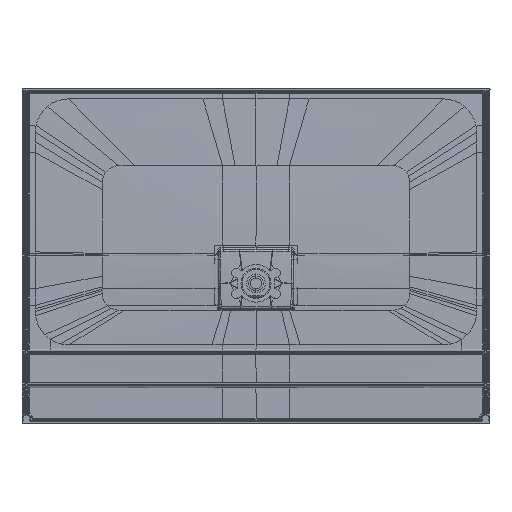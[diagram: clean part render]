
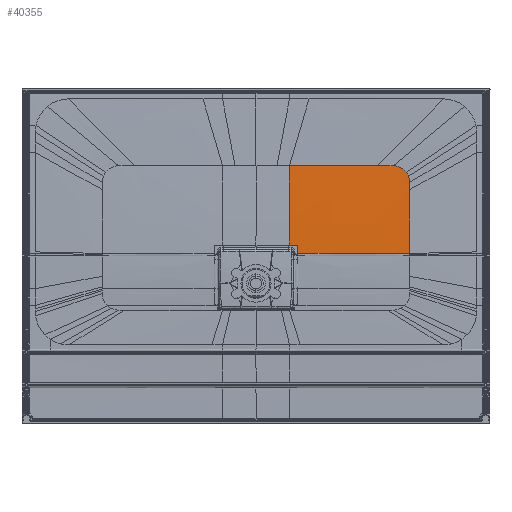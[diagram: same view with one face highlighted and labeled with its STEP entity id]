
A CAD part, front view. The second image highlights one B-rep face of the part: STEP entity #40355.
In plain terms, the highlighted free-form (B-spline) face has degree [3, 3] with [4, 4] control points.
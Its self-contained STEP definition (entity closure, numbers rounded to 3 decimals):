
#11816=CARTESIAN_POINT('',(97.993,7199.92,112.111));
#11817=DIRECTION('',(-1.,0.,0.));
#11818=DIRECTION('',(0.,-1.,0.008));
#11819=AXIS2_PLACEMENT_3D('',#11816,#11817,#11818);
#11821=CARTESIAN_POINT('',(100.081,-22.02,
407.5));
#11822=CARTESIAN_POINT('',(185.468,-22.02,
407.5));
#11823=CARTESIAN_POINT('',(273.811,-21.587,
407.5));
#11824=CARTESIAN_POINT('',(364.083,-20.81,
407.5));
#11826=CARTESIAN_POINT('',(364.083,-20.81,
407.5));
#11827=CARTESIAN_POINT('',(369.232,-20.766,
407.497));
#11828=CARTESIAN_POINT('',(379.498,-20.675,
407.493));
#11829=CARTESIAN_POINT('',(394.803,-20.534,
407.508));
#11830=CARTESIAN_POINT('',(404.945,-20.437,
407.504));
#11831=CARTESIAN_POINT('',(410.,-20.388,
407.499));
#11833=CARTESIAN_POINT('',(410.,-20.388,
407.499));
#11834=CARTESIAN_POINT('',(411.025,-20.378,
407.499));
#11835=CARTESIAN_POINT('',(413.071,-20.36,
407.434));
#11836=CARTESIAN_POINT('',(416.131,-20.337,
407.152));
#11837=CARTESIAN_POINT('',(419.167,-20.32,
406.682));
#11838=CARTESIAN_POINT('',(422.169,-20.307,
406.027));
#11839=CARTESIAN_POINT('',(425.121,-20.299,
405.19));
#11840=CARTESIAN_POINT('',(428.016,-20.295,
404.174));
#11841=CARTESIAN_POINT('',(430.844,-20.296,
402.982));
#11842=CARTESIAN_POINT('',(433.593,-20.302,
401.619));
#11843=CARTESIAN_POINT('',(436.254,-20.311,
400.09));
#11844=CARTESIAN_POINT('',(438.815,-20.325,
398.401));
#11845=CARTESIAN_POINT('',(441.269,-20.342,
396.557));
#11846=CARTESIAN_POINT('',(443.602,-20.363,
394.569));
#11847=CARTESIAN_POINT('',(445.81,-20.388,
392.441));
#11848=CARTESIAN_POINT('',(447.885,-20.417,
390.181));
#11849=CARTESIAN_POINT('',(449.171,-20.438,
388.592));
#11850=CARTESIAN_POINT('',(449.79,-20.449,
387.777));
#11852=CARTESIAN_POINT('',(449.79,-20.449,
387.777));
#11853=CARTESIAN_POINT('',(450.334,-20.459,
387.061));
#11854=CARTESIAN_POINT('',(451.382,-20.479,
385.604));
#11855=CARTESIAN_POINT('',(452.836,-20.512,
383.334));
#11856=CARTESIAN_POINT('',(454.165,-20.547,
380.99));
#11857=CARTESIAN_POINT('',(455.366,-20.585,
378.577));
#11858=CARTESIAN_POINT('',(456.079,-20.611,
376.929));
#11859=CARTESIAN_POINT('',(456.413,-20.625,
376.094));
#11861=CARTESIAN_POINT('',(456.413,-20.625,
376.094));
#11862=CARTESIAN_POINT('',(456.75,-20.639,
375.251));
#11863=CARTESIAN_POINT('',(457.378,-20.667,
373.55));
#11864=CARTESIAN_POINT('',(458.18,-20.711,
370.949));
#11865=CARTESIAN_POINT('',(458.84,-20.758,
368.308));
#11866=CARTESIAN_POINT('',(459.356,-20.806,
365.634));
#11867=CARTESIAN_POINT('',(459.726,-20.857,
362.937));
#11868=CARTESIAN_POINT('',(459.949,-20.909,
360.222));
#11869=CARTESIAN_POINT('',(459.999,-20.944,
358.408));
#11870=CARTESIAN_POINT('',(460.,-20.963,
357.5));
#11872=DIRECTION('',(0.,-0.019,-1.));
#11873=VECTOR('',#11872,21.445);
#11874=CARTESIAN_POINT('',(460.,-20.963,
357.5));
#11875=LINE('',#11874,#11873);
#11876=CARTESIAN_POINT('',(460.,-21.38,
336.059));
#11877=CARTESIAN_POINT('',(460.,-22.582,
271.933));
#11878=CARTESIAN_POINT('',(459.992,-23.362,
208.247));
#11879=CARTESIAN_POINT('',(459.999,-23.737,
145.169));
#11881=CARTESIAN_POINT('',(125.111,-27.962,
145.151));
#11882=CARTESIAN_POINT('',(236.752,-27.777,
145.154));
#11883=CARTESIAN_POINT('',(348.391,-26.357,
145.181));
#11884=CARTESIAN_POINT('',(459.999,-23.737,
145.169));
#12362=CARTESIAN_POINT('',(100.067,-27.825,
170.2));
#12363=CARTESIAN_POINT('',(108.415,-27.825,
170.2));
#12364=CARTESIAN_POINT('',(116.762,-27.817,
170.198));
#12365=CARTESIAN_POINT('',(125.11,-27.803,
170.198));
#12367=CARTESIAN_POINT('',(125.11,-27.803,
170.198));
#12368=CARTESIAN_POINT('',(125.11,-27.871,
161.849));
#12369=CARTESIAN_POINT('',(125.111,-27.923,
153.5));
#12370=CARTESIAN_POINT('',(125.111,-27.962,
145.151));
#17588=CARTESIAN_POINT('',(100.081,-22.02,
407.5));
#17589=VERTEX_POINT('',#17588);
#17591=CARTESIAN_POINT('',(100.067,-27.825,
170.2));
#17593=VERTEX_POINT('',#17591);
#17597=CARTESIAN_POINT('',(364.083,-20.81,
407.5));
#17598=VERTEX_POINT('',#17597);
#17600=CARTESIAN_POINT('',(410.,-20.388,
407.499));
#17601=VERTEX_POINT('',#17600);
#17603=CARTESIAN_POINT('',(449.79,-20.449,
387.777));
#17604=VERTEX_POINT('',#17603);
#17606=CARTESIAN_POINT('',(456.413,-20.625,
376.094));
#17607=VERTEX_POINT('',#17606);
#17629=CARTESIAN_POINT('',(459.999,-23.737,
145.169));
#17630=VERTEX_POINT('',#17629);
#17633=CARTESIAN_POINT('',(460.,-21.38,
336.059));
#17634=VERTEX_POINT('',#17633);
#17635=CARTESIAN_POINT('',(460.,-20.963,
357.5));
#17636=VERTEX_POINT('',#17635);
#17637=VERTEX_POINT('',#11881);
#17638=VERTEX_POINT('',#12367);
#40322=CARTESIAN_POINT('',(463.532,-19.773,
410.052));
#40323=CARTESIAN_POINT('',(463.656,-21.855,
320.905));
#40324=CARTESIAN_POINT('',(463.727,-23.152,
231.726));
#40325=CARTESIAN_POINT('',(463.747,-23.664,
142.545));
#40326=CARTESIAN_POINT('',(341.199,-21.084,
410.219));
#40327=CARTESIAN_POINT('',(341.297,-24.152,
321.034));
#40328=CARTESIAN_POINT('',(341.345,-25.98,
231.797));
#40329=CARTESIAN_POINT('',(341.344,-26.569,
142.557));
#40330=CARTESIAN_POINT('',(218.841,-21.92,
410.329));
#40331=CARTESIAN_POINT('',(218.895,-25.617,
321.108));
#40332=CARTESIAN_POINT('',(218.916,-27.651,
231.818));
#40333=CARTESIAN_POINT('',(218.906,-28.023,
142.523));
#40334=CARTESIAN_POINT('',(96.468,-21.903,
410.327));
#40335=CARTESIAN_POINT('',(96.467,-25.587,
321.107));
#40336=CARTESIAN_POINT('',(96.466,-27.618,
231.818));
#40337=CARTESIAN_POINT('',(96.466,-27.994,
142.524));
#40338=B_SPLINE_SURFACE_WITH_KNOTS('',3,3,((#40322,#40323,#40324,#40325),
(#40326,#40327,#40328,#40329),(#40330,#40331,#40332,#40333),(#40334,#40335,
#40336,#40337)),.UNSPECIFIED.,.F.,.F.,.F.,(4,4),(4,4),(0.384,
1.006),(0.302,0.987),.UNSPECIFIED.);
#40340=ORIENTED_EDGE('',*,*,#40339,.F.);
#40342=ORIENTED_EDGE('',*,*,#40341,.F.);
#40344=ORIENTED_EDGE('',*,*,#40343,.F.);
#40345=ORIENTED_EDGE('',*,*,#40313,.T.);
#40346=ORIENTED_EDGE('',*,*,#40192,.T.);
#40347=ORIENTED_EDGE('',*,*,#40165,.T.);
#40348=ORIENTED_EDGE('',*,*,#40130,.T.);
#40349=ORIENTED_EDGE('',*,*,#40091,.T.);
#40350=ORIENTED_EDGE('',*,*,#40056,.T.);
#40351=ORIENTED_EDGE('',*,*,#40021,.T.);
#40352=ORIENTED_EDGE('',*,*,#39986,.T.);
#40353=EDGE_LOOP('',(#40340,#40342,#40344,#40345,#40346,#40347,#40348,#40349,
#40350,#40351,#40352));
#40354=FACE_OUTER_BOUND('',#40353,.F.);
#40355=ADVANCED_FACE('',(#40354),#40338,.T.);
#11820=CIRCLE('',#11819,7227.978);
#11825=B_SPLINE_CURVE_WITH_KNOTS('',3,(#11821,#11822,#11823,#11824),
.UNSPECIFIED.,.F.,.F.,(4,4),(0.,1.),.UNSPECIFIED.);
#11832=B_SPLINE_CURVE_WITH_KNOTS('',3,(#11826,#11827,#11828,#11829,#11830,
#11831),.UNSPECIFIED.,.F.,.F.,(4,1,1,4),(0.,0.333,
0.667,1.),.UNSPECIFIED.);
#11851=B_SPLINE_CURVE_WITH_KNOTS('',3,(#11833,#11834,#11835,#11836,#11837,
#11838,#11839,#11840,#11841,#11842,#11843,#11844,#11845,#11846,#11847,#11848,
#11849,#11850),.UNSPECIFIED.,.F.,.F.,(4,1,1,1,1,1,1,1,1,1,1,1,1,1,1,4),(0.,
0.067,0.133,0.2,0.267,0.333,
0.4,0.467,0.533,0.6,0.667,
0.733,0.8,0.867,0.933,1.),
.UNSPECIFIED.);
#11860=B_SPLINE_CURVE_WITH_KNOTS('',3,(#11852,#11853,#11854,#11855,#11856,
#11857,#11858,#11859),.UNSPECIFIED.,.F.,.F.,(4,1,1,1,1,4),(0.,0.2,0.4,
0.6,0.8,1.),.UNSPECIFIED.);
#11871=B_SPLINE_CURVE_WITH_KNOTS('',3,(#11861,#11862,#11863,#11864,#11865,
#11866,#11867,#11868,#11869,#11870),.UNSPECIFIED.,.F.,.F.,(4,1,1,1,1,1,1,4),(
0.,0.143,0.286,0.429,0.571,
0.714,0.857,1.),.UNSPECIFIED.);
#11880=B_SPLINE_CURVE_WITH_KNOTS('',3,(#11876,#11877,#11878,#11879),
.UNSPECIFIED.,.F.,.F.,(4,4),(0.,1.),.UNSPECIFIED.);
#11885=B_SPLINE_CURVE_WITH_KNOTS('',3,(#11881,#11882,#11883,#11884),
.UNSPECIFIED.,.F.,.F.,(4,4),(0.,1.),.UNSPECIFIED.);
#12366=B_SPLINE_CURVE_WITH_KNOTS('',3,(#12362,#12363,#12364,#12365),
.UNSPECIFIED.,.F.,.F.,(4,4),(0.,1.),.UNSPECIFIED.);
#12371=B_SPLINE_CURVE_WITH_KNOTS('',3,(#12367,#12368,#12369,#12370),
.UNSPECIFIED.,.F.,.F.,(4,4),(0.,1.),.UNSPECIFIED.);
#39986=EDGE_CURVE('',#17634,#17630,#11880,.T.);
#40021=EDGE_CURVE('',#17636,#17634,#11875,.T.);
#40056=EDGE_CURVE('',#17607,#17636,#11871,.T.);
#40091=EDGE_CURVE('',#17604,#17607,#11860,.T.);
#40130=EDGE_CURVE('',#17601,#17604,#11851,.T.);
#40165=EDGE_CURVE('',#17598,#17601,#11832,.T.);
#40192=EDGE_CURVE('',#17589,#17598,#11825,.T.);
#40313=EDGE_CURVE('',#17593,#17589,#11820,.T.);
#40339=EDGE_CURVE('',#17637,#17630,#11885,.T.);
#40341=EDGE_CURVE('',#17638,#17637,#12371,.T.);
#40343=EDGE_CURVE('',#17593,#17638,#12366,.T.);
